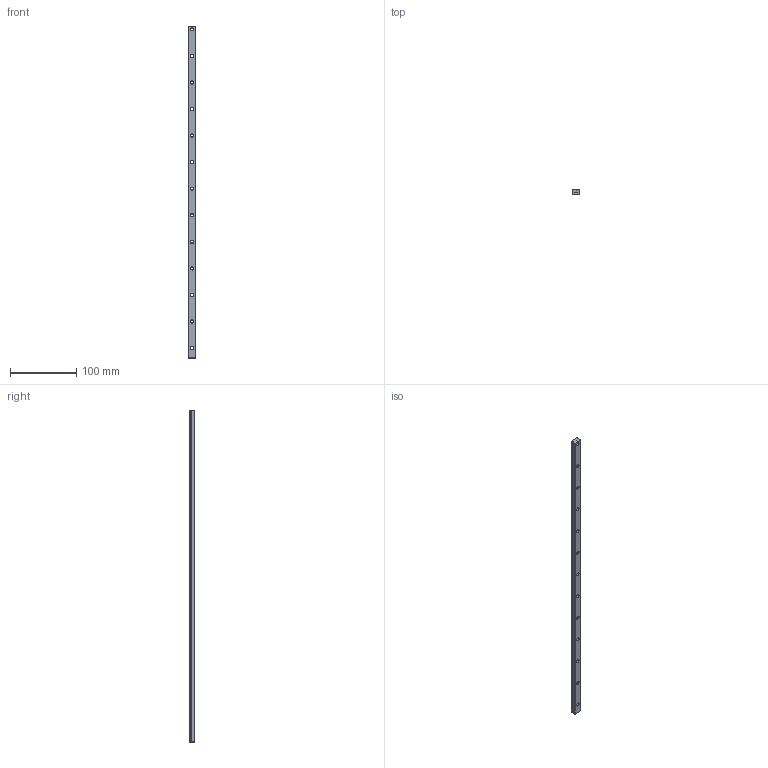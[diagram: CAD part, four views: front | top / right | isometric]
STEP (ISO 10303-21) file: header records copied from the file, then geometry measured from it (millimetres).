
FILE_DESCRIPTION (( 'STEP AP214' ), '1' );
FILE_NAME ('z-rail MGN12.STEP', '2015-10-31T21:04:10', ( 'Tkubic' ), ( '' ), 'SwSTEP 2.0', 'SolidWorks 2013', '' );
FILE_SCHEMA (( 'AUTOMOTIVE_DESIGN' ));
Length unit declared in the file: millimetre
Products named in the file (1): z-rail  MGN12
Bounding box: 12 x 8 x 500 mm (x, y, z)
Volume: 43504.7 mm3; surface area: 23069.3 mm2
Topology: 1 solids, 1 shells, 179 faces, 392 edges, 228 vertices
Faces by surface type: plane 63, cone 60, cylinder 56
Entity records: 4940 total; most frequent: DIRECTION 908, CARTESIAN_POINT 848, ORIENTED_EDGE 784, EDGE_CURVE 392, AXIS2_PLACEMENT_3D 352, VERTEX_POINT 228, EDGE_LOOP 218, LINE 204
